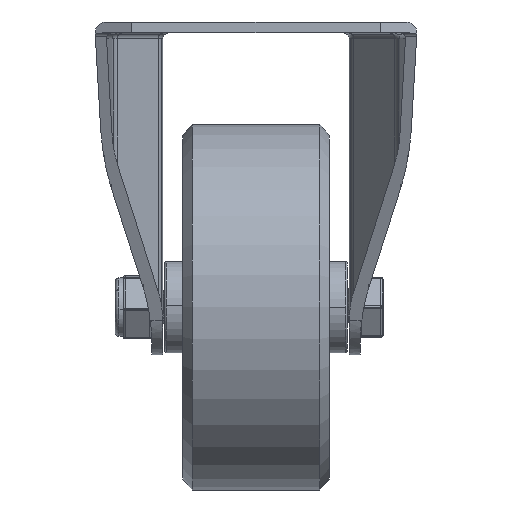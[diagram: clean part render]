
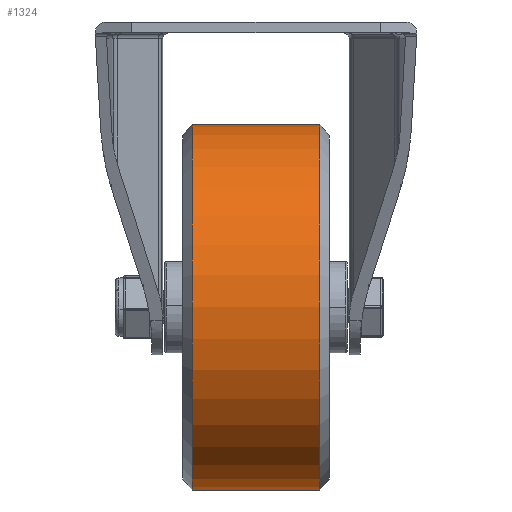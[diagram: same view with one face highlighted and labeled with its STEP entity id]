
A CAD part, left-side view. The second image highlights one B-rep face of the part: STEP entity #1324.
In plain terms, the highlighted cylindrical face has radius 50 mm (diameter 100 mm), a partial arc.
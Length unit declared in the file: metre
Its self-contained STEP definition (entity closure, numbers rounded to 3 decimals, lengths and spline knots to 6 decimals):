
#1324=ADVANCED_FACE('63:154163',(#2738),#2739,.T.);
#2738=FACE_OUTER_BOUND('',#4981,.T.);
#2739=CYLINDRICAL_SURFACE('',#4982,0.05);
#4981=EDGE_LOOP('',(#16768,#16769,#16770,#16771));
#4982=AXIS2_PLACEMENT_3D('',#16772,#16773,#16774);
#16768=ORIENTED_EDGE('',*,*,#25626,.F.);
#16769=ORIENTED_EDGE('',*,*,#25627,.T.);
#16770=ORIENTED_EDGE('',*,*,#25628,.F.);
#16771=ORIENTED_EDGE('',*,*,#25623,.F.);
#16772=CARTESIAN_POINT('',(0.0,0.0,0.0));
#16773=DIRECTION('',(-1.0,0.0,0.0));
#16774=DIRECTION('',(0.0,0.0,1.0));
#25623=EDGE_CURVE('63:154184',#28825,#28828,#28829,.T.);
#25626=EDGE_CURVE('',#28833,#28825,#28834,.T.);
#25627=EDGE_CURVE('63:154181',#28833,#28835,#28836,.T.);
#25628=EDGE_CURVE('',#28828,#28835,#28837,.T.);
#28825=VERTEX_POINT('',#34410);
#28828=VERTEX_POINT('',#34414);
#28829=CIRCLE('',#34415,0.05);
#28833=VERTEX_POINT('',#34420);
#28834=LINE('',#34421,#34422);
#28835=VERTEX_POINT('',#34423);
#28836=CIRCLE('',#34424,0.05);
#28837=LINE('',#34425,#34426);
#34410=CARTESIAN_POINT('',(-0.0175,0.0,0.05));
#34414=CARTESIAN_POINT('',(-0.0175,0.,-0.05));
#34415=AXIS2_PLACEMENT_3D('',#46662,#46663,#46664);
#34420=CARTESIAN_POINT('',(0.0175,0.0,0.05));
#34421=CARTESIAN_POINT('',(0.0,0.,0.05));
#34422=VECTOR('',#46669,1.0);
#34423=CARTESIAN_POINT('',(0.0175,0.,-0.05));
#34424=AXIS2_PLACEMENT_3D('',#46670,#46671,#46672);
#34425=CARTESIAN_POINT('',(0.0,0.,-0.05));
#34426=VECTOR('',#46673,1.0);
#46662=CARTESIAN_POINT('',(-0.0175,0.0,0.0));
#46663=DIRECTION('',(-1.0,0.0,0.0));
#46664=DIRECTION('',(0.0,0.0,1.0));
#46669=DIRECTION('',(-1.0,0.0,0.0));
#46670=CARTESIAN_POINT('',(0.0175,0.0,0.0));
#46671=DIRECTION('',(-1.0,0.0,0.0));
#46672=DIRECTION('',(0.0,0.0,1.0));
#46673=DIRECTION('',(1.0,-0.0,-0.0));
